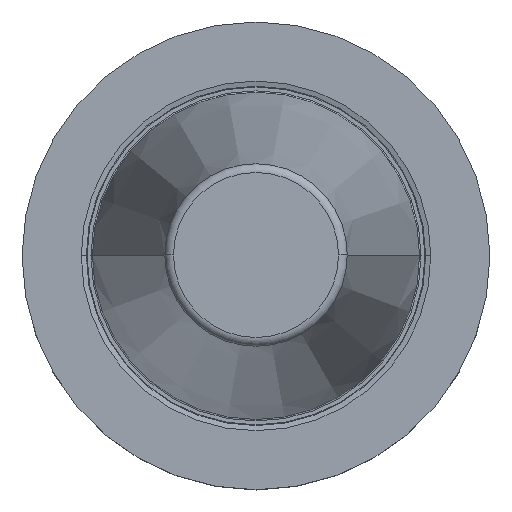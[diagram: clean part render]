
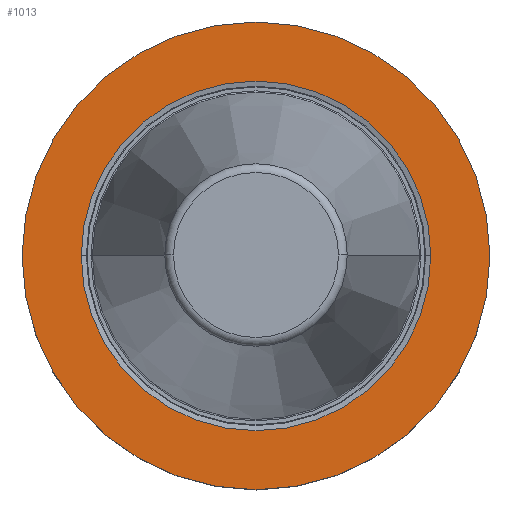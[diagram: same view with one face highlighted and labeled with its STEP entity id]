
A CAD part, top view. The second image highlights one B-rep face of the part: STEP entity #1013.
In plain terms, the highlighted planar face has unit normal (0, 0, 1).
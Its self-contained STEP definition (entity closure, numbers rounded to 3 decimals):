
#112=CARTESIAN_POINT('',(0.,0.,-3.2));
#113=DIRECTION('',(0.,0.,1.));
#114=DIRECTION('',(1.,0.,0.));
#115=AXIS2_PLACEMENT_3D('',#112,#113,#114);
#120=CARTESIAN_POINT('',(0.,0.,-3.2));
#121=DIRECTION('',(0.,0.,-1.));
#122=DIRECTION('',(1.,0.,0.));
#123=AXIS2_PLACEMENT_3D('',#120,#121,#122);
#128=CARTESIAN_POINT('',(0.,0.,-3.2));
#129=DIRECTION('',(0.,0.,1.));
#130=DIRECTION('',(1.,0.,0.));
#131=AXIS2_PLACEMENT_3D('',#128,#129,#130);
#136=CARTESIAN_POINT('',(0.,0.,-3.2));
#137=DIRECTION('',(0.,0.,1.));
#138=DIRECTION('',(-1.,0.,0.));
#139=AXIS2_PLACEMENT_3D('',#136,#137,#138);
#810=CARTESIAN_POINT('',(31.775,0.,-3.2));
#811=CARTESIAN_POINT('',(-31.775,0.,-3.2));
#812=VERTEX_POINT('',#810);
#813=VERTEX_POINT('',#811);
#876=CARTESIAN_POINT('',(23.746,0.,-3.2));
#877=VERTEX_POINT('',#876);
#880=CARTESIAN_POINT('',(-23.746,0.,-3.2));
#881=VERTEX_POINT('',#880);
#998=CARTESIAN_POINT('',(0.,0.,-3.2));
#999=DIRECTION('',(0.,0.,-1.));
#1000=DIRECTION('',(-1.,0.,0.));
#1001=AXIS2_PLACEMENT_3D('',#998,#999,#1000);
#1002=PLANE('',#1001);
#1003=ORIENTED_EDGE('',*,*,#978,.F.);
#1004=ORIENTED_EDGE('',*,*,#919,.T.);
#1005=EDGE_LOOP('',(#1003,#1004));
#1006=FACE_OUTER_BOUND('',#1005,.F.);
#1008=ORIENTED_EDGE('',*,*,#1007,.T.);
#1010=ORIENTED_EDGE('',*,*,#1009,.T.);
#1011=EDGE_LOOP('',(#1008,#1010));
#1012=FACE_BOUND('',#1011,.F.);
#1013=ADVANCED_FACE('',(#1006,#1012),#1002,.F.);
#116=CIRCLE('',#115,31.775);
#124=CIRCLE('',#123,31.775);
#132=CIRCLE('',#131,23.746);
#140=CIRCLE('',#139,23.746);
#919=EDGE_CURVE('',#812,#813,#124,.T.);
#978=EDGE_CURVE('',#812,#813,#116,.T.);
#1007=EDGE_CURVE('',#877,#881,#132,.T.);
#1009=EDGE_CURVE('',#881,#877,#140,.T.);
